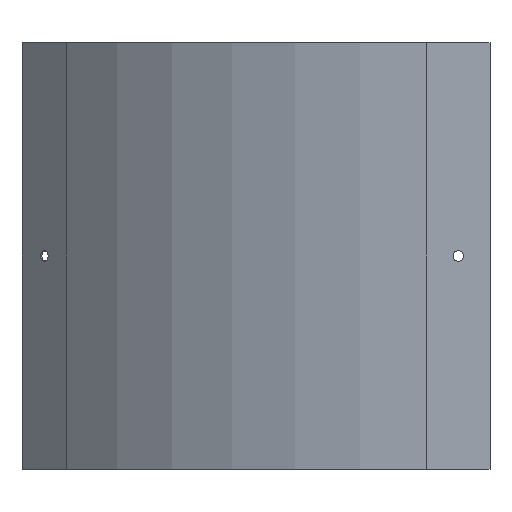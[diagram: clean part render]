
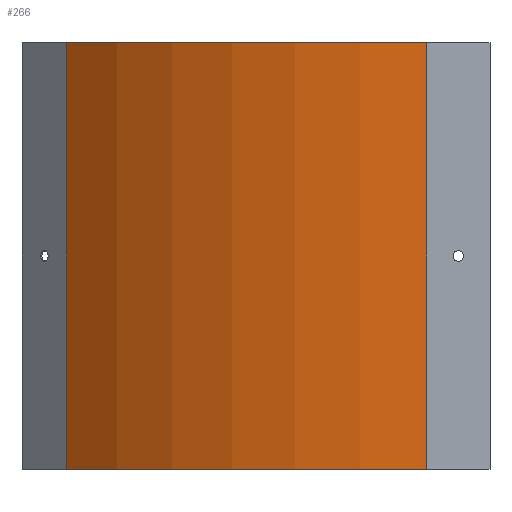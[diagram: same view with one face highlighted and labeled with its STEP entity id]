
A CAD part, left-side view. The second image highlights one B-rep face of the part: STEP entity #266.
In plain terms, the highlighted cylindrical face has radius 240.8 mm (diameter 481.6 mm), a partial arc.
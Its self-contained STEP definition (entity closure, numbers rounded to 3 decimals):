
#30 = CARTESIAN_POINT ( 'NONE',  ( 69.729, 200.319, -201.2 ) ) ;
#40 = CARTESIAN_POINT ( 'NONE',  ( 69.729, 200.319, 0.8 ) ) ;
#49 = CARTESIAN_POINT ( 'NONE',  ( -0.8, 30.048, -201.2 ) ) ;
#52 = CARTESIAN_POINT ( 'NONE',  ( -0.8, 30.048, 0.8 ) ) ;
#73 = DIRECTION ( 'NONE',  ( 0., 0., 1. ) ) ;
#76 = CARTESIAN_POINT ( 'NONE',  ( 69.729, 200.319, -201.2 ) ) ;
#78 = DIRECTION ( 'NONE',  ( 0., 0., -1. ) ) ;
#109 = CARTESIAN_POINT ( 'NONE',  ( 240., 30.048, 0.8 ) ) ;
#112 = DIRECTION ( 'NONE',  ( 0., 0., 1. ) ) ;
#121 = DIRECTION ( 'NONE',  ( 1., 0., 0. ) ) ;
#122 = DIRECTION ( 'NONE',  ( 0., 0., -1. ) ) ;
#123 = CARTESIAN_POINT ( 'NONE',  ( 240., 30.048, -201.2 ) ) ;
#125 = CARTESIAN_POINT ( 'NONE',  ( -0.8, 30.048, -201.2 ) ) ;
#146 = DIRECTION ( 'NONE',  ( 1., 0., 0. ) ) ;
#163 = AXIS2_PLACEMENT_3D ( 'NONE', #123, #122, #121 ) ;
#168 = AXIS2_PLACEMENT_3D ( 'NONE', #109, #78, #146 ) ;
#169 = EDGE_CURVE ( 'NONE', #562, #550, #407, .T. ) ;
#179 = EDGE_CURVE ( 'NONE', #565, #562, #394, .T. ) ;
#181 = EDGE_CURVE ( 'NONE', #565, #584, #401, .T. ) ;
#200 = EDGE_CURVE ( 'NONE', #584, #550, #350, .T. ) ;
#245 = AXIS2_PLACEMENT_3D ( 'NONE', #628, #630, #632 ) ;
#266 = ADVANCED_FACE ( 'NONE', ( #330 ), #314, .T. ) ;
#314 = CYLINDRICAL_SURFACE ( 'NONE', #245, 240.8 ) ;
#330 = FACE_OUTER_BOUND ( 'NONE', #542, .T. ) ;
#350 = LINE ( 'NONE', #76, #587 ) ;
#390 = VECTOR ( 'NONE', #112, 1000. ) ;
#394 = LINE ( 'NONE', #125, #390 ) ;
#401 = CIRCLE ( 'NONE', #163, 240.8 ) ;
#407 = CIRCLE ( 'NONE', #168, 240.8 ) ;
#459 = ORIENTED_EDGE ( 'NONE', *, *, #169, .T. ) ;
#460 = ORIENTED_EDGE ( 'NONE', *, *, #181, .F. ) ;
#461 = ORIENTED_EDGE ( 'NONE', *, *, #200, .F. ) ;
#463 = ORIENTED_EDGE ( 'NONE', *, *, #179, .T. ) ;
#542 = EDGE_LOOP ( 'NONE', ( #459, #461, #460, #463 ) ) ;
#550 = VERTEX_POINT ( 'NONE', #40 ) ;
#562 = VERTEX_POINT ( 'NONE', #52 ) ;
#565 = VERTEX_POINT ( 'NONE', #49 ) ;
#584 = VERTEX_POINT ( 'NONE', #30 ) ;
#587 = VECTOR ( 'NONE', #73, 1000. ) ;
#628 = CARTESIAN_POINT ( 'NONE',  ( 240., 30.048, -201.2 ) ) ;
#630 = DIRECTION ( 'NONE',  ( 0., 0., 1. ) ) ;
#632 = DIRECTION ( 'NONE',  ( 1., 0., 0. ) ) ;
